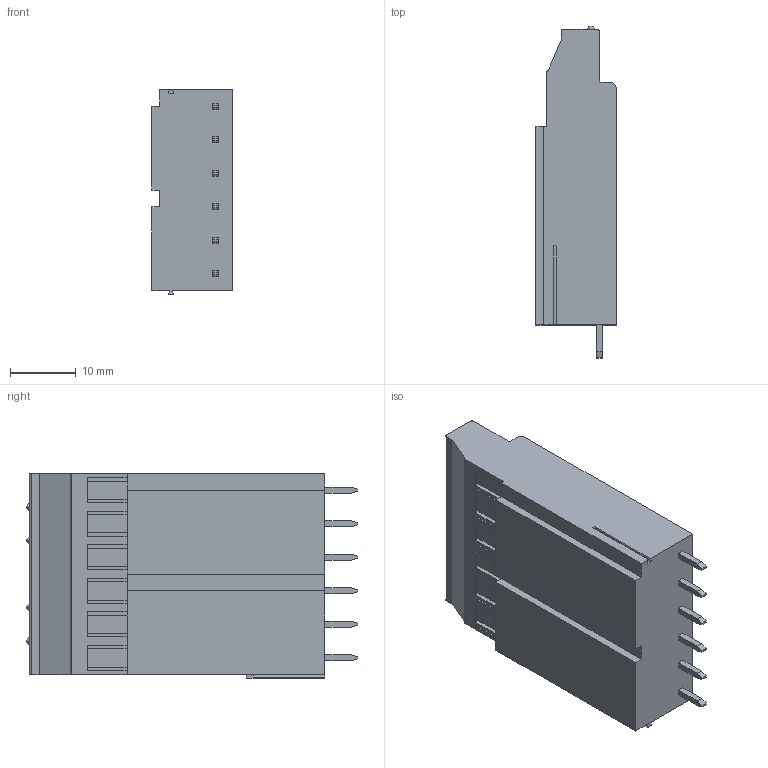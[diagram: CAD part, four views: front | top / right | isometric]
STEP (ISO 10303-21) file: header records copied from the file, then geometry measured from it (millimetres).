
FILE_DESCRIPTION((''),'2;1');
FILE_NAME('TL324VH','2024-12-25T',('yanfa'),(''),'PRO/ENGINEER BY PARAMETRIC TECHNOLOGY CORPORATION, 2009280','PRO/ENGINEER BY PARAMETRIC TECHNOLOGY CORPORATION, 2009280','');
FILE_SCHEMA(('AUTOMOTIVE_DESIGN_CC2 { 1 2 10303 214 -1 1 5 2 }'));
Length unit declared in the file: millimetre
Products named in the file (1): TL324VH
Bounding box: 12.2 x 50.3 x 31.08 mm (x, y, z)
Volume: 14591.7 mm3; surface area: 4966.3 mm2
Topology: 1 solids, 1 shells, 220 faces, 604 edges, 394 vertices
Faces by surface type: plane 168, cylinder 32, torus 12, sphere 8
Entity records: 6980 total; most frequent: CARTESIAN_POINT 1342, ORIENTED_EDGE 1192, DIRECTION 1128, EDGE_CURVE 596, VECTOR 456, LINE 456, VERTEX_POINT 394, AXIS2_PLACEMENT_3D 336
